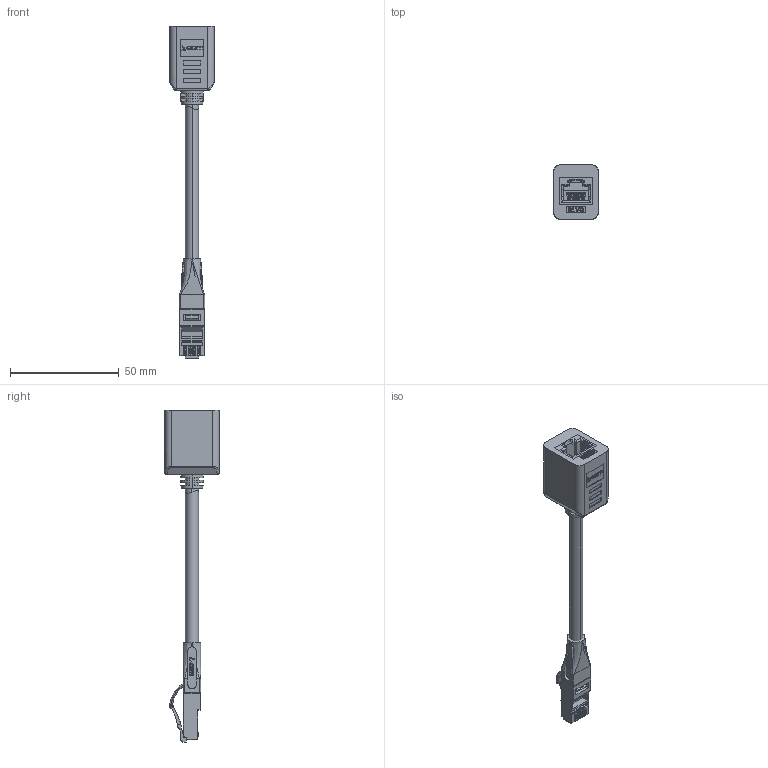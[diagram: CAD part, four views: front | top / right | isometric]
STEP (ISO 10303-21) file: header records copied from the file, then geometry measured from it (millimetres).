
FILE_DESCRIPTION (( 'STEP AP214' ), '1' );
FILE_NAME ('TRDC6EXT.STEP', '2011-02-01T16:33:55', ( 'x' ), ( 'Microsoft' ), 'SwSTEP 2.0', 'SolidWorks 2010', '' );
FILE_SCHEMA (( 'AUTOMOTIVE_DESIGN' ));
Length unit declared in the file: millimetre
Products named in the file (17): MTN-143; MODULAR CONTACT 3POINT_??; 1AD04-(RJ45 jack) END_NO FLANGE CAT6; TRDC6EXT; MODULAR JACK PIN LOADING_??; RJ45 jack housing_??; 1AD04-(RJ45 jack)_??; PIN2_??; PIN1_??; modular jack pin  body_??; PREMOLDING_??; COVER_??; PCB LAYOUT_??; 1AD02-(8Px8C UNSHIELD  PLUG)_??; CAT6 CABLE_NO LABEL; OVERMOLD NO FLANGE_CAT6 NEW LOGO; RJ45 HOUSING_ UNSHIELD FLAT_??
Assembly tree (30 placements, depth 5):
  TRDC6EXT
    MTN-143
    1AD02-(8Px8C UNSHIELD  PLUG)_??
      MODULAR CONTACT 3POINT_??  x8
      RJ45 HOUSING_ UNSHIELD FLAT_??
    1AD04-(RJ45 jack) END_NO FLANGE CAT6
      PCB LAYOUT_??
      1AD04-(RJ45 jack)_??
        MODULAR JACK PIN LOADING_??
          PIN1_??  x4
          PIN2_??  x4
          modular jack pin  body_??
        RJ45 jack housing_??
      OVERMOLD NO FLANGE_CAT6 NEW LOGO
      COVER_??
      PREMOLDING_??
      RJ45 jack housing_??
    CAT6 CABLE_NO LABEL
Bounding box: 20.4 x 25 x 152.31 mm (x, y, z)
Volume: 26110.1 mm3; surface area: 23393.4 mm2
Topology: 34 solids, 34 shells, 2876 faces, 7883 edges, 5130 vertices
Faces by surface type: plane 2163, cylinder 439, bspline 188, torus 54, sphere 22, cone 10
Entity records: 95934 total; most frequent: CARTESIAN_POINT 28796, ORIENTED_EDGE 12224, DIRECTION 10403, EDGE_CURVE 6112, LINE 5073, VECTOR 5073, VERTEX_POINT 4014, AXIS2_PLACEMENT_3D 2665
